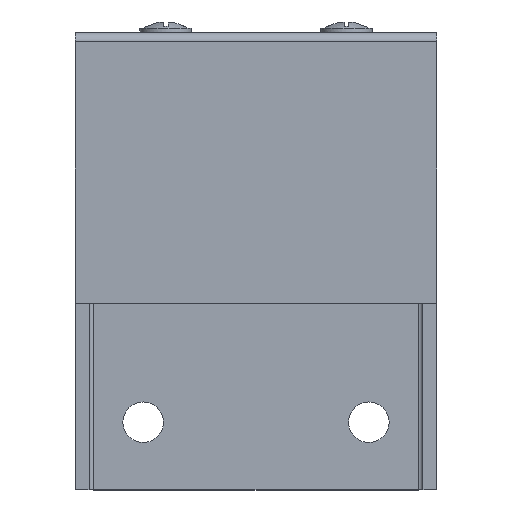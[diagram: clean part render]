
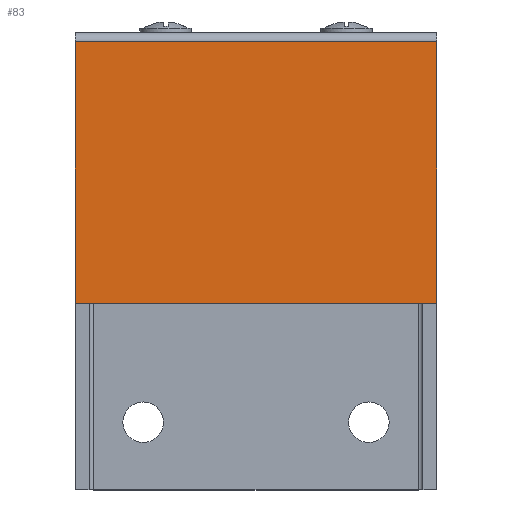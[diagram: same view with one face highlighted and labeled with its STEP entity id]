
A CAD part, top view. The second image highlights one B-rep face of the part: STEP entity #83.
In plain terms, the highlighted planar face has unit normal (0, 0, 1).
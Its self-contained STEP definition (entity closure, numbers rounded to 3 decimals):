
#83=ADVANCED_FACE('',(#348),#350,.F.);
#348=FACE_BOUND('',#349,.T.);
#349=EDGE_LOOP('',(#985,#986,#987,#988));
#350=PLANE('',#351);
#351=AXIS2_PLACEMENT_3D('',#352,#353,#354);
#352=CARTESIAN_POINT('',(80.,-59.,1.));
#353=DIRECTION('',(0.,0.,-1.));
#354=DIRECTION('',(-1.,0.,0.));
#985=ORIENTED_EDGE('',*,*,#1398,.T.);
#986=ORIENTED_EDGE('',*,*,#1304,.F.);
#987=ORIENTED_EDGE('',*,*,#1397,.F.);
#988=ORIENTED_EDGE('',*,*,#1310,.F.);
#1304=EDGE_CURVE('',#1527,#1529,#1530,.T.);
#1310=EDGE_CURVE('',#1539,#1541,#1542,.T.);
#1397=EDGE_CURVE('',#1541,#1527,#1687,.T.);
#1398=EDGE_CURVE('',#1539,#1529,#1688,.T.);
#1527=VERTEX_POINT('',#1884);
#1529=VERTEX_POINT('',#1888);
#1530=LINE('',#1889,#1890);
#1539=VERTEX_POINT('',#1908);
#1541=VERTEX_POINT('',#1912);
#1542=LINE('',#1913,#1914);
#1687=LINE('',#2313,#2314);
#1688=LINE('',#2316,#2317);
#1884=CARTESIAN_POINT('',(0.,-59.,1.));
#1888=CARTESIAN_POINT('',(0.,-1.,1.));
#1889=CARTESIAN_POINT('',(0.,-59.,1.));
#1890=VECTOR('',#1891,1.);
#1891=DIRECTION('',(0.,1.,0.));
#1908=CARTESIAN_POINT('',(80.,-1.,1.));
#1912=CARTESIAN_POINT('',(80.,-59.,1.));
#1913=CARTESIAN_POINT('',(80.,-1.,1.));
#1914=VECTOR('',#1915,1.);
#1915=DIRECTION('',(0.,-1.,0.));
#2313=CARTESIAN_POINT('',(80.,-59.,1.));
#2314=VECTOR('',#2315,1.);
#2315=DIRECTION('',(-1.,0.,0.));
#2316=CARTESIAN_POINT('',(80.,-1.,1.));
#2317=VECTOR('',#2318,1.);
#2318=DIRECTION('',(-1.,0.,0.));
